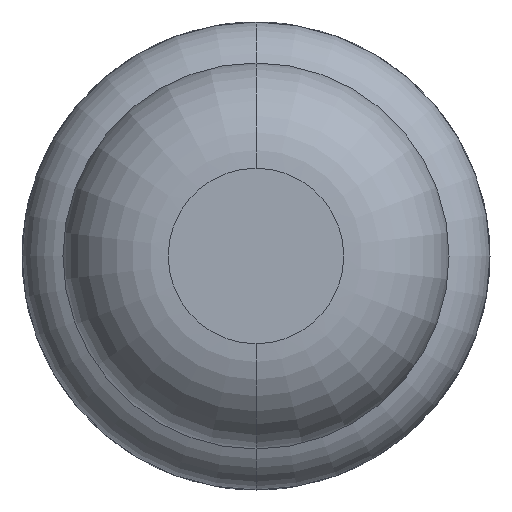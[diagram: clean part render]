
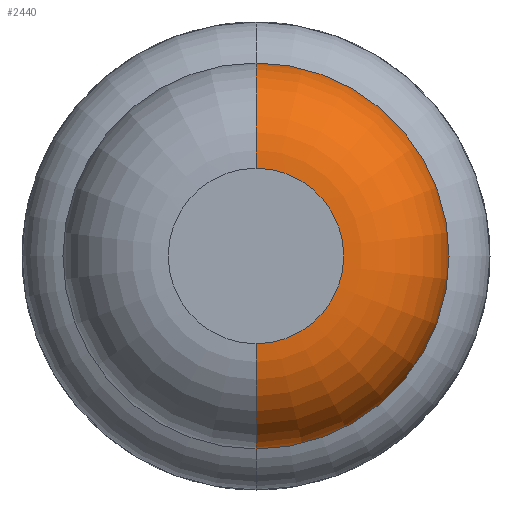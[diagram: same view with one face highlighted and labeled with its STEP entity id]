
A CAD part, front view. The second image highlights one B-rep face of the part: STEP entity #2440.
In plain terms, the highlighted toroidal (fillet/blend) face has major radius 0.375 mm and minor radius 0.45 mm.
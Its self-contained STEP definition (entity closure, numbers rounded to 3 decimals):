
#170 = CARTESIAN_POINT ( 'NONE',  ( 0., -29.95, 0.825 ) ) ;
#319 = EDGE_CURVE ( 'Defeature ausgef�hrt1_7+Defeature ausgef�hrt1_6+Defeature ausgef�hrt1_6+Defeature ausgef�hrt1_6', #2125, #3009, #1952, .T. ) ;
#425 = ORIENTED_EDGE ( 'NONE', *, *, #1944, .T. ) ;
#664 = AXIS2_PLACEMENT_3D ( 'NONE', #3397, #3370, #2453 ) ;
#880 = DIRECTION ( 'NONE',  ( -1., 0., 0. ) ) ;
#890 = AXIS2_PLACEMENT_3D ( 'NONE', #1865, #880, #4120 ) ;
#986 = DIRECTION ( 'NONE',  ( 0., 1., 0. ) ) ;
#1114 = CARTESIAN_POINT ( 'NONE',  ( 0., -29.95, -0.825 ) ) ;
#1278 = AXIS2_PLACEMENT_3D ( 'NONE', #2274, #2605, #1317 ) ;
#1295 = DIRECTION ( 'NONE',  ( 0., 0., 1. ) ) ;
#1317 = DIRECTION ( 'NONE',  ( 0., 0., -1. ) ) ;
#1379 = CARTESIAN_POINT ( 'NONE',  ( 0., -30.4, -0.375 ) ) ;
#1382 = EDGE_LOOP ( 'NONE', ( #2986, #425, #1783, #1670 ) ) ;
#1670 = ORIENTED_EDGE ( 'NONE', *, *, #2586, .F. ) ;
#1783 = ORIENTED_EDGE ( 'NONE', *, *, #319, .F. ) ;
#1865 = CARTESIAN_POINT ( 'NONE',  ( 0., -29.95, 0.375 ) ) ;
#1938 = DIRECTION ( 'NONE',  ( 0., 1., 0. ) ) ;
#1944 = EDGE_CURVE ( 'NONE', #2313, #3009, #3524, .T. ) ;
#1952 = CIRCLE ( 'NONE', #2257, 0.825 ) ;
#2125 = VERTEX_POINT ( 'NONE', #170 ) ;
#2257 = AXIS2_PLACEMENT_3D ( 'NONE', #3891, #1938, #1295 ) ;
#2274 = CARTESIAN_POINT ( 'NONE',  ( 0., -29.95, -0.375 ) ) ;
#2293 = CARTESIAN_POINT ( 'NONE',  ( 0., -30.4, 0. ) ) ;
#2312 = DIRECTION ( 'NONE',  ( 0., 0., 1. ) ) ;
#2313 = VERTEX_POINT ( 'NONE', #1379 ) ;
#2412 = TOROIDAL_SURFACE ( 'NONE', #664, 0.375, 0.45 ) ;
#2440 = ADVANCED_FACE ( 'Defeature ausgef�hrt1_6', ( #3567 ), #2412, .T. ) ;
#2453 = DIRECTION ( 'NONE',  ( 0., 0., 1. ) ) ;
#2586 = EDGE_CURVE ( 'NONE', #3919, #2125, #3928, .T. ) ;
#2605 = DIRECTION ( 'NONE',  ( 1., 0., 0. ) ) ;
#2889 = AXIS2_PLACEMENT_3D ( 'NONE', #2293, #986, #2312 ) ;
#2986 = ORIENTED_EDGE ( 'NONE', *, *, #3876, .T. ) ;
#3009 = VERTEX_POINT ( 'NONE', #1114 ) ;
#3295 = CARTESIAN_POINT ( 'NONE',  ( 0., -30.4, 0.375 ) ) ;
#3370 = DIRECTION ( 'NONE',  ( 0., 1., 0. ) ) ;
#3397 = CARTESIAN_POINT ( 'NONE',  ( 0., -29.95, 0. ) ) ;
#3524 = CIRCLE ( 'NONE', #1278, 0.45 ) ;
#3536 = CIRCLE ( 'NONE', #2889, 0.375 ) ;
#3567 = FACE_OUTER_BOUND ( 'NONE', #1382, .T. ) ;
#3876 = EDGE_CURVE ( 'Defeature ausgef�hrt1_6+Defeature ausgef�hrt1_5+Defeature ausgef�hrt1_5+Defeature ausgef�hrt1_5', #3919, #2313, #3536, .T. ) ;
#3891 = CARTESIAN_POINT ( 'NONE',  ( 0., -29.95, 0. ) ) ;
#3919 = VERTEX_POINT ( 'NONE', #3295 ) ;
#3928 = CIRCLE ( 'NONE', #890, 0.45 ) ;
#4120 = DIRECTION ( 'NONE',  ( 0., 0., 1. ) ) ;
